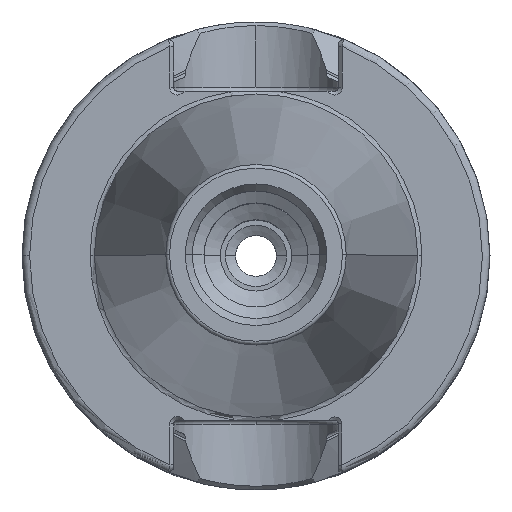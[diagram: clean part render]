
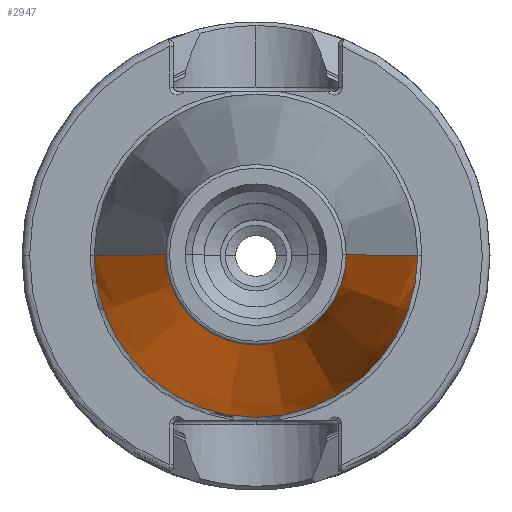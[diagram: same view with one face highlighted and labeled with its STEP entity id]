
A CAD part, top view. The second image highlights one B-rep face of the part: STEP entity #2947.
In plain terms, the highlighted conical face has half-angle 8.298 degrees and reference radius 8.816 mm.
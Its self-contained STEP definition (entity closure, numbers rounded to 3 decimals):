
#1401 = DIRECTION ( 'NONE',  ( 0., 0., -1. ) ) ;
#1454 = CARTESIAN_POINT ( 'NONE',  ( 0., 0., 48.079 ) ) ;
#2781 = EDGE_CURVE ( 'NONE', #4434, #13577, #7878, .T. ) ;
#2947 = ADVANCED_FACE ( 'NONE', ( #16663 ), #18815, .T. ) ;
#3025 = DIRECTION ( 'NONE',  ( 1., 0., 0. ) ) ;
#3899 = CARTESIAN_POINT ( 'NONE',  ( -8.816, 0., 48.4 ) ) ;
#4434 = VERTEX_POINT ( 'NONE', #10140 ) ;
#5402 = VERTEX_POINT ( 'NONE', #8136 ) ;
#5928 = VECTOR ( 'NONE', #11937, 1000. ) ;
#6824 = CARTESIAN_POINT ( 'NONE',  ( 0., 0., 48.4 ) ) ;
#6849 = DIRECTION ( 'NONE',  ( 0., 0., -1. ) ) ;
#7426 = EDGE_CURVE ( 'NONE', #4434, #5402, #10170, .T. ) ;
#7654 = DIRECTION ( 'NONE',  ( -1., 0., 0. ) ) ;
#7878 = LINE ( 'NONE', #19561, #5928 ) ;
#8136 = CARTESIAN_POINT ( 'NONE',  ( -8.863, 0., 48.079 ) ) ;
#8216 = AXIS2_PLACEMENT_3D ( 'NONE', #6824, #6849, #7654 ) ;
#9141 = EDGE_CURVE ( 'NONE', #13577, #14867, #11412, .T. ) ;
#10140 = CARTESIAN_POINT ( 'NONE',  ( 8.863, 0., 48.079 ) ) ;
#10170 = CIRCLE ( 'NONE', #20031, 8.863 ) ;
#10320 = CARTESIAN_POINT ( 'NONE',  ( 15.875, 0., 0. ) ) ;
#10784 = CARTESIAN_POINT ( 'NONE',  ( 0., 0., 0. ) ) ;
#11412 = CIRCLE ( 'NONE', #12257, 15.875 ) ;
#11937 = DIRECTION ( 'NONE',  ( 0.144, 0., -0.99 ) ) ;
#12193 = ORIENTED_EDGE ( 'NONE', *, *, #2781, .F. ) ;
#12257 = AXIS2_PLACEMENT_3D ( 'NONE', #10784, #1401, #12359 ) ;
#12359 = DIRECTION ( 'NONE',  ( -1., 0., 0. ) ) ;
#12407 = DIRECTION ( 'NONE',  ( 0., 0., -1. ) ) ;
#12448 = ORIENTED_EDGE ( 'NONE', *, *, #16756, .T. ) ;
#12902 = VECTOR ( 'NONE', #18000, 1000. ) ;
#13577 = VERTEX_POINT ( 'NONE', #10320 ) ;
#13652 = ORIENTED_EDGE ( 'NONE', *, *, #7426, .T. ) ;
#13901 = ORIENTED_EDGE ( 'NONE', *, *, #9141, .F. ) ;
#14867 = VERTEX_POINT ( 'NONE', #16478 ) ;
#15408 = EDGE_LOOP ( 'NONE', ( #12193, #13652, #12448, #13901 ) ) ;
#16478 = CARTESIAN_POINT ( 'NONE',  ( -15.875, 0., 0. ) ) ;
#16663 = FACE_OUTER_BOUND ( 'NONE', #15408, .T. ) ;
#16756 = EDGE_CURVE ( 'NONE', #5402, #14867, #17019, .T. ) ;
#17019 = LINE ( 'NONE', #3899, #12902 ) ;
#18000 = DIRECTION ( 'NONE',  ( -0.144, 0., -0.99 ) ) ;
#18815 = CONICAL_SURFACE ( 'NONE', #8216, 8.816, 0.145 ) ;
#19561 = CARTESIAN_POINT ( 'NONE',  ( 8.816, 0., 48.4 ) ) ;
#20031 = AXIS2_PLACEMENT_3D ( 'NONE', #1454, #12407, #3025 ) ;
